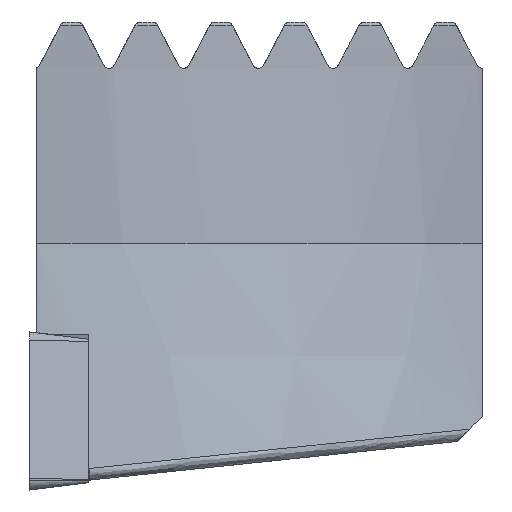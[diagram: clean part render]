
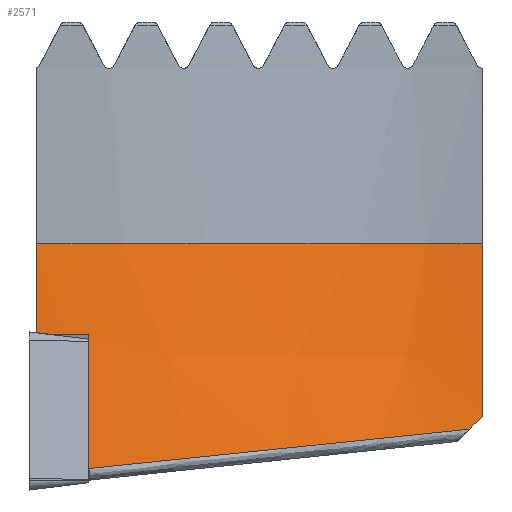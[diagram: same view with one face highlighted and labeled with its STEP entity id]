
A CAD part, left-side view. The second image highlights one B-rep face of the part: STEP entity #2571.
In plain terms, the highlighted conical face has half-angle 10 degrees and reference radius 45 mm.
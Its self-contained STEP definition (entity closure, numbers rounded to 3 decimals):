
#1181=VERTEX_POINT('NONE',#3479);
#1451=VERTEX_POINT('NONE',#3780);
#1485=EDGE_CURVE('NONE',#2685,#2361,#3819,.T.);
#1689=EDGE_CURVE('NONE',#2361,#1969,#4045,.T.);
#1915=VERTEX_POINT('NONE',#4284);
#1969=VERTEX_POINT('NONE',#4345);
#2185=EDGE_CURVE('NONE',#2959,#1451,#4578,.F.);
#2361=VERTEX_POINT('NONE',#4769);
#2571=ADVANCED_FACE('NONE',(#4997),#4998,.T.);
#2685=VERTEX_POINT('NONE',#5121);
#2887=EDGE_CURVE('NONE',#1181,#1451,#5341,.F.);
#2959=VERTEX_POINT('NONE',#5418);
#2989=EDGE_CURVE('NONE',#3239,#1969,#5451,.F.);
#3005=EDGE_CURVE('NONE',#3117,#2959,#5469,.T.);
#3057=EDGE_CURVE('NONE',#3117,#1915,#5531,.T.);
#3117=VERTEX_POINT('NONE',#5598);
#3139=EDGE_CURVE('NONE',#1181,#3239,#5622,.T.);
#3239=VERTEX_POINT('NONE',#5734);
#3313=EDGE_CURVE('NONE',#1915,#2685,#5814,.T.);
#3479=CARTESIAN_POINT('',(22.0,-36.36,19.81));
#3780=CARTESIAN_POINT('',(4.,-0.56,19.81));
#3819=CIRCLE('',#7597,48.188);
#4045=B_SPLINE_CURVE_WITH_KNOTS('',3,(#7992,#7993,#7994,#7995,#7996,#7997,#7998,#7999,#8000,#8001,#8002,#8003,#8004),.UNSPECIFIED.,.F.,.F.,(4,3,3,3,4),(0.0,0.2,0.599,0.834,1.0),.UNSPECIFIED.);
#4284=CARTESIAN_POINT('',(2.915,-4.76,12.465));
#4345=CARTESIAN_POINT('',(16.679,-35.346,4.889));
#4578=LINE('',#8859,#8860);
#4769=CARTESIAN_POINT('',(1.016,-4.791,1.73));
#4997=FACE_OUTER_BOUND('',#9560,.T.);
#4998=CONICAL_SURFACE('',#9561,45.0,0.175);
#5121=CARTESIAN_POINT('',(1.013,-4.76,1.73));
#5341=CIRCLE('',#10174,45.0);
#5418=CARTESIAN_POINT('',(2.736,-0.56,12.636));
#5451=ELLIPSE('',#10339,78.526,54.656);
#5469=ELLIPSE('',#10364,46.579,46.27);
#5531=CIRCLE('',#10460,46.295);
#5598=CARTESIAN_POINT('',(2.736,-2.06,12.465));
#5622=(B_SPLINE_CURVE(2,(#10605,#10606,#10607),.UNSPECIFIED.,.F.,.F.)B_SPLINE_CURVE_WITH_KNOTS((3,3),(1.415,15.853),.UNSPECIFIED.)RATIONAL_B_SPLINE_CURVE((1.,1.001,1.))BOUNDED_CURVE()REPRESENTATION_ITEM('')GEOMETRIC_REPRESENTATION_ITEM()CURVE());
#5734=CARTESIAN_POINT('',(18.085,-36.36,5.903));
#5814=(B_SPLINE_CURVE(2,(#10896,#10897,#10898),.UNSPECIFIED.,.F.,.F.)B_SPLINE_CURVE_WITH_KNOTS((3,3),(1.311,12.213),.UNSPECIFIED.)RATIONAL_B_SPLINE_CURVE((1.,1.,1.))BOUNDED_CURVE()REPRESENTATION_ITEM('')GEOMETRIC_REPRESENTATION_ITEM()CURVE());
#7597=AXIS2_PLACEMENT_3D('',#11590,#11591,#11592);
#7992=CARTESIAN_POINT('',(1.016,-4.791,1.73));
#7993=CARTESIAN_POINT('',(1.273,-7.112,1.97));
#7994=CARTESIAN_POINT('',(1.699,-9.419,2.209));
#7995=CARTESIAN_POINT('',(2.29,-11.681,2.443));
#7996=CARTESIAN_POINT('',(3.469,-16.196,2.909));
#7997=CARTESIAN_POINT('',(5.307,-20.539,3.358));
#7998=CARTESIAN_POINT('',(7.73,-24.532,3.771));
#7999=CARTESIAN_POINT('',(9.153,-26.878,4.014));
#8000=CARTESIAN_POINT('',(10.778,-29.103,4.243));
#8001=CARTESIAN_POINT('',(12.581,-31.175,4.458));
#8002=CARTESIAN_POINT('',(13.86,-32.646,4.61));
#8003=CARTESIAN_POINT('',(15.23,-34.041,4.754));
#8004=CARTESIAN_POINT('',(16.679,-35.346,4.889));
#8859=CARTESIAN_POINT('',(3.368,-0.56,16.223));
#8860=VECTOR('',#12400,1.0);
#9560=EDGE_LOOP('',(#12825,#12826,#12827,#12828,#12829,#12830,#12831,#12832,#12833));
#9561=AXIS2_PLACEMENT_3D('',#12834,#12835,#12836);
#10174=AXIS2_PLACEMENT_3D('',#13229,#13230,#13231);
#10339=AXIS2_PLACEMENT_3D('',#13345,#13346,#13347);
#10364=AXIS2_PLACEMENT_3D('',#13367,#13368,#13369);
#10460=AXIS2_PLACEMENT_3D('',#13479,#13480,#13481);
#10605=CARTESIAN_POINT('',(22.0,-36.36,19.81));
#10606=CARTESIAN_POINT('',(20.095,-36.36,13.326));
#10607=CARTESIAN_POINT('',(18.085,-36.36,5.903));
#10896=CARTESIAN_POINT('',(2.915,-4.76,12.465));
#10897=CARTESIAN_POINT('',(1.983,-4.76,7.206));
#10898=CARTESIAN_POINT('',(1.013,-4.76,1.73));
#11590=CARTESIAN_POINT('',(49.0,-0.36,1.73));
#11591=DIRECTION('',(0.,0.,1.0));
#11592=DIRECTION('',(0.,1.0,0.));
#12400=DIRECTION('',(-0.174,0.,-0.985));
#12825=ORIENTED_EDGE('',*,*,#2989,.F.);
#12826=ORIENTED_EDGE('',*,*,#3139,.F.);
#12827=ORIENTED_EDGE('',*,*,#2887,.T.);
#12828=ORIENTED_EDGE('',*,*,#2185,.F.);
#12829=ORIENTED_EDGE('',*,*,#3005,.F.);
#12830=ORIENTED_EDGE('',*,*,#3057,.T.);
#12831=ORIENTED_EDGE('',*,*,#3313,.T.);
#12832=ORIENTED_EDGE('',*,*,#1485,.T.);
#12833=ORIENTED_EDGE('',*,*,#1689,.T.);
#12834=CARTESIAN_POINT('',(49.0,-0.36,19.81));
#12835=DIRECTION('',(0.,0.,-1.0));
#12836=DIRECTION('',(0.,1.0,0.));
#13229=CARTESIAN_POINT('',(49.0,-0.36,19.81));
#13230=DIRECTION('',(0.,0.,1.0));
#13231=DIRECTION('',(0.,1.0,0.));
#13345=CARTESIAN_POINT('',(49.0,9.431,-39.888));
#13346=DIRECTION('',(0.,0.707,0.707));
#13347=DIRECTION('',(0.,-0.707,0.707));
#13367=CARTESIAN_POINT('',(49.,-1.29,12.553));
#13368=DIRECTION('',(0.,0.113,-0.994));
#13369=DIRECTION('',(0.,-0.994,-0.113));
#13479=CARTESIAN_POINT('',(49.0,-0.36,12.465));
#13480=DIRECTION('',(0.,0.,1.0));
#13481=DIRECTION('',(0.,1.0,0.));
